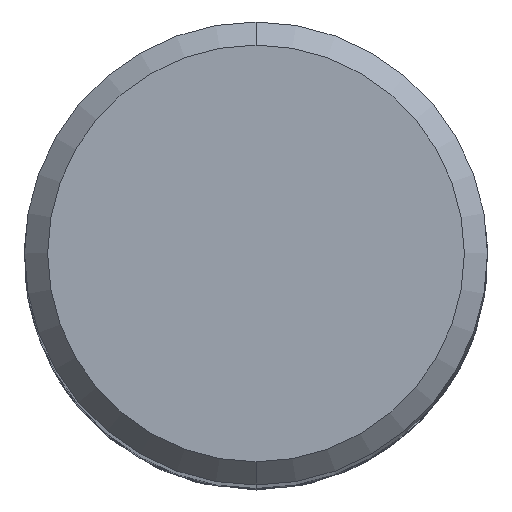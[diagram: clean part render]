
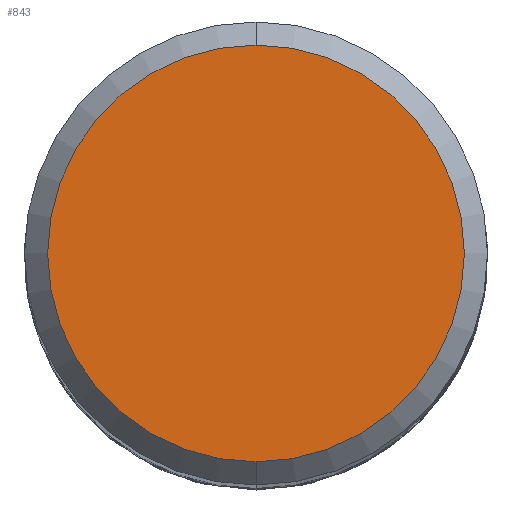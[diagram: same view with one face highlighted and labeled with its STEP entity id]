
A CAD part, top view. The second image highlights one B-rep face of the part: STEP entity #843.
In plain terms, the highlighted planar face has unit normal (0, 0, 1).
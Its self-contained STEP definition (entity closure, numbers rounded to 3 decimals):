
#843=ADVANCED_FACE('',(#1779),#1780,.T.);
#861=EDGE_CURVE('',#999,#971,#1800,.T.);
#971=VERTEX_POINT('',#1918);
#983=EDGE_CURVE('',#971,#999,#1932,.T.);
#999=VERTEX_POINT('',#1950);
#1779=FACE_OUTER_BOUND('',#7174,.T.);
#1780=PLANE('',#7175);
#1800=CIRCLE('',#7808,5.4);
#1918=CARTESIAN_POINT('',(0.,-5.4,0.0));
#1932=CIRCLE('',#10048,5.4);
#1950=CARTESIAN_POINT('',(0.0,5.4,0.0));
#7174=EDGE_LOOP('',(#13942,#13943));
#7175=AXIS2_PLACEMENT_3D('',#13944,#13945,#13946);
#7808=AXIS2_PLACEMENT_3D('',#13963,#13964,#13965);
#10048=AXIS2_PLACEMENT_3D('',#14080,#14081,#14082);
#13942=ORIENTED_EDGE('',*,*,#861,.F.);
#13943=ORIENTED_EDGE('',*,*,#983,.F.);
#13944=CARTESIAN_POINT('',(0.0,2.7,0.0));
#13945=DIRECTION('',(-0.0,0.0,1.0));
#13946=DIRECTION('',(0.0,-1.0,0.0));
#13963=CARTESIAN_POINT('',(0.0,0.0,0.0));
#13964=DIRECTION('',(0.0,0.0,-1.0));
#13965=DIRECTION('',(0.0,1.0,0.0));
#14080=CARTESIAN_POINT('',(0.0,0.0,0.0));
#14081=DIRECTION('',(0.0,0.0,-1.0));
#14082=DIRECTION('',(0.0,1.0,0.0));
